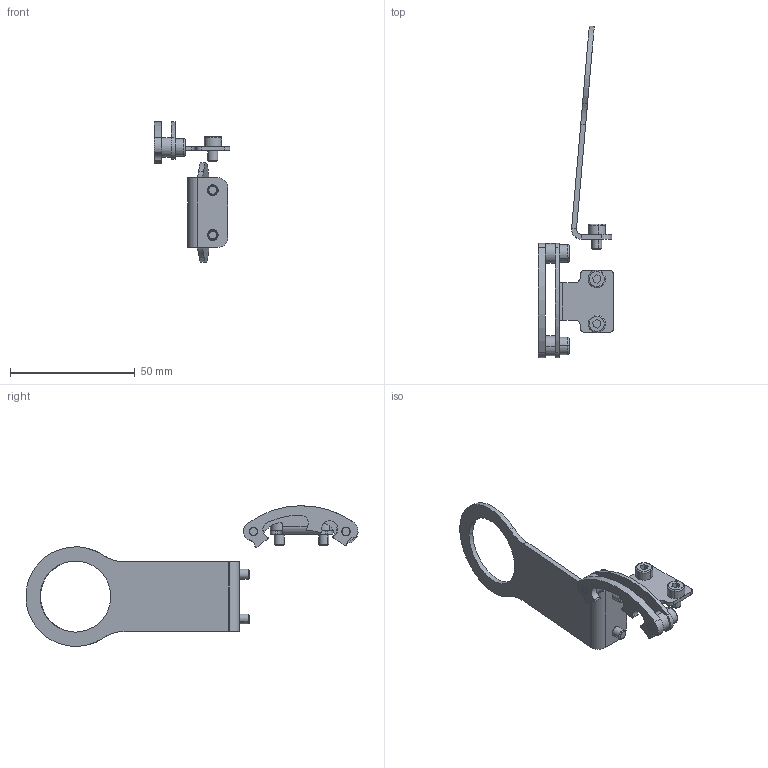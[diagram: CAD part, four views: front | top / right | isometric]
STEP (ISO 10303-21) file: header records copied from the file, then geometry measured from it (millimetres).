
FILE_DESCRIPTION (( 'STEP AP203' ), '1' );
FILE_NAME ('P4001.STEP', '2019-01-25T13:30:48', ( '' ), ( '' ), 'SwSTEP 2.0', 'SolidWorks 2017', '' );
FILE_SCHEMA (( 'CONFIG_CONTROL_DESIGN' ));
Length unit declared in the file: millimetre
Products named in the file (1): P4001
Bounding box: 30.5 x 133.3 x 56.44 mm (x, y, z)
Volume: 8186.2 mm3; surface area: 10359.7 mm2
Topology: 11 solids, 11 shells, 216 faces, 506 edges, 324 vertices
Faces by surface type: cylinder 100, plane 92, cone 12, torus 12
Entity records: 6327 total; most frequent: DIRECTION 1176, CARTESIAN_POINT 1047, ORIENTED_EDGE 1012, EDGE_CURVE 506, AXIS2_PLACEMENT_3D 453, VERTEX_POINT 324, VECTOR 270, LINE 270
